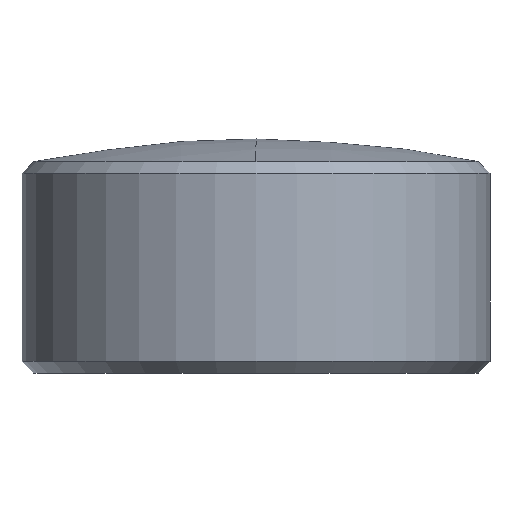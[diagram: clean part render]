
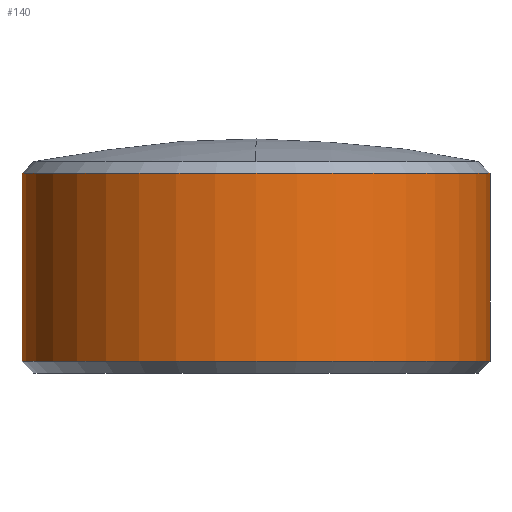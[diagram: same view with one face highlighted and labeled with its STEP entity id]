
A CAD part, front view. The second image highlights one B-rep face of the part: STEP entity #140.
In plain terms, the highlighted cylindrical face has radius 1 mm (diameter 2 mm), a partial arc.
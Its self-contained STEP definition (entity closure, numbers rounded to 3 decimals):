
#7 = ORIENTED_EDGE ( 'NONE', *, *, #27, .T. ) ;
#16 = CARTESIAN_POINT ( 'NONE',  ( 1.525, 1.139, 1.941 ) ) ;
#20 = LINE ( 'NONE', #194, #101 ) ;
#25 = LINE ( 'NONE', #219, #186 ) ;
#27 = EDGE_CURVE ( 'NONE', #250, #224, #260, .T. ) ;
#40 = CIRCLE ( 'NONE', #133, 1. ) ;
#41 = EDGE_CURVE ( 'NONE', #178, #70, #40, .T. ) ;
#50 = AXIS2_PLACEMENT_3D ( 'NONE', #254, #165, #100 ) ;
#52 = DIRECTION ( 'NONE',  ( 1., 0., 0. ) ) ;
#54 = EDGE_CURVE ( 'NONE', #250, #178, #20, .T. ) ;
#55 = ORIENTED_EDGE ( 'NONE', *, *, #54, .F. ) ;
#70 = VERTEX_POINT ( 'NONE', #16 ) ;
#72 = CARTESIAN_POINT ( 'NONE',  ( 0.525, 1.139, 1.941 ) ) ;
#76 = FACE_OUTER_BOUND ( 'NONE', #286, .T. ) ;
#82 = ORIENTED_EDGE ( 'NONE', *, *, #41, .F. ) ;
#97 = ORIENTED_EDGE ( 'NONE', *, *, #182, .T. ) ;
#100 = DIRECTION ( 'NONE',  ( 1., 0., 0. ) ) ;
#101 = VECTOR ( 'NONE', #218, 1000. ) ;
#121 = CARTESIAN_POINT ( 'NONE',  ( -0.475, 1.139, 1.138 ) ) ;
#133 = AXIS2_PLACEMENT_3D ( 'NONE', #72, #312, #176 ) ;
#140 = ADVANCED_FACE ( 'NONE', ( #76 ), #163, .T. ) ;
#163 = CYLINDRICAL_SURFACE ( 'NONE', #50, 1. ) ;
#165 = DIRECTION ( 'NONE',  ( 0., 0., 1. ) ) ;
#176 = DIRECTION ( 'NONE',  ( 1., 0., 0. ) ) ;
#178 = VERTEX_POINT ( 'NONE', #249 ) ;
#182 = EDGE_CURVE ( 'NONE', #224, #70, #25, .T. ) ;
#186 = VECTOR ( 'NONE', #196, 1000. ) ;
#194 = CARTESIAN_POINT ( 'NONE',  ( -0.475, 1.139, 2.088 ) ) ;
#196 = DIRECTION ( 'NONE',  ( 0., 0., 1. ) ) ;
#208 = CARTESIAN_POINT ( 'NONE',  ( 1.525, 1.139, 1.138 ) ) ;
#213 = CARTESIAN_POINT ( 'NONE',  ( 0.525, 1.139, 1.138 ) ) ;
#218 = DIRECTION ( 'NONE',  ( 0., 0., 1. ) ) ;
#219 = CARTESIAN_POINT ( 'NONE',  ( 1.525, 1.139, 2.088 ) ) ;
#224 = VERTEX_POINT ( 'NONE', #208 ) ;
#243 = DIRECTION ( 'NONE',  ( 0., 0., 1. ) ) ;
#249 = CARTESIAN_POINT ( 'NONE',  ( -0.475, 1.139, 1.941 ) ) ;
#250 = VERTEX_POINT ( 'NONE', #121 ) ;
#254 = CARTESIAN_POINT ( 'NONE',  ( 0.525, 1.139, 2.088 ) ) ;
#257 = AXIS2_PLACEMENT_3D ( 'NONE', #213, #243, #52 ) ;
#260 = CIRCLE ( 'NONE', #257, 1. ) ;
#286 = EDGE_LOOP ( 'NONE', ( #55, #7, #97, #82 ) ) ;
#312 = DIRECTION ( 'NONE',  ( 0., 0., 1. ) ) ;
